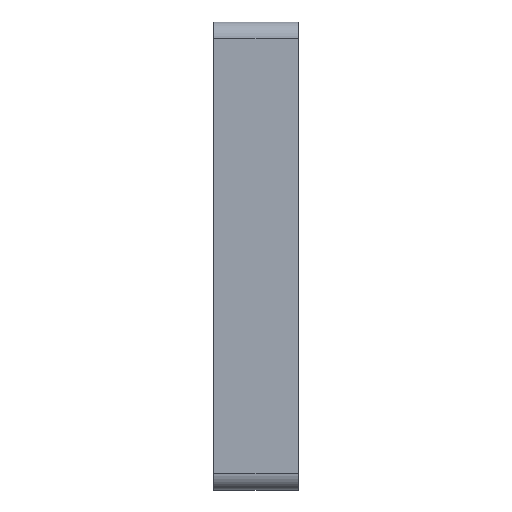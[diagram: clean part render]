
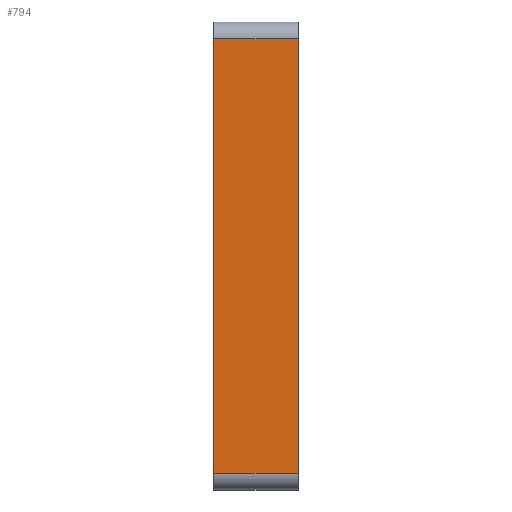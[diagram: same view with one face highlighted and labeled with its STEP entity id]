
A CAD part, left-side view. The second image highlights one B-rep face of the part: STEP entity #794.
In plain terms, the highlighted planar face has unit normal (-1, 0, 0).
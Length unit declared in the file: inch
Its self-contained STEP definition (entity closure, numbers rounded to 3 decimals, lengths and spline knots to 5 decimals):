
#18 = VERTEX_POINT ( 'NONE', #122 ) ;
#24 = DIRECTION ( 'NONE',  ( 0., 1., 0. ) ) ;
#68 = LINE ( 'NONE', #362, #230 ) ;
#106 = ORIENTED_EDGE ( 'NONE', *, *, #709, .T. ) ;
#119 = LINE ( 'NONE', #351, #292 ) ;
#122 = CARTESIAN_POINT ( 'NONE',  ( -0.65535, 0.125, -0.31965 ) ) ;
#163 = ORIENTED_EDGE ( 'NONE', *, *, #553, .T. ) ;
#230 = VECTOR ( 'NONE', #24, 39.37008 ) ;
#243 = CARTESIAN_POINT ( 'NONE',  ( -0.65535, 0., -0.31965 ) ) ;
#266 = VECTOR ( 'NONE', #825, 39.37008 ) ;
#292 = VECTOR ( 'NONE', #785, 39.37008 ) ;
#327 = VECTOR ( 'NONE', #513, 39.37008 ) ;
#351 = CARTESIAN_POINT ( 'NONE',  ( -0.65535, 0.125, -0.31965 ) ) ;
#362 = CARTESIAN_POINT ( 'NONE',  ( -0.65535, 0.125, 0.31965 ) ) ;
#371 = LINE ( 'NONE', #442, #327 ) ;
#388 = CARTESIAN_POINT ( 'NONE',  ( -0.65535, 0.125, 0.31965 ) ) ;
#396 = EDGE_CURVE ( 'NONE', #18, #886, #840, .T. ) ;
#442 = CARTESIAN_POINT ( 'NONE',  ( -0.65535, 0., 0.34465 ) ) ;
#450 = DIRECTION ( 'NONE',  ( 1., 0., 0. ) ) ;
#513 = DIRECTION ( 'NONE',  ( 0., 0., 1. ) ) ;
#553 = EDGE_CURVE ( 'NONE', #18, #773, #119, .T. ) ;
#607 = CARTESIAN_POINT ( 'NONE',  ( -0.65535, 0.125, 0.34465 ) ) ;
#631 = EDGE_CURVE ( 'NONE', #700, #886, #68, .T. ) ;
#657 = CARTESIAN_POINT ( 'NONE',  ( -0.65535, 0., 0.31965 ) ) ;
#660 = AXIS2_PLACEMENT_3D ( 'NONE', #607, #450, #758 ) ;
#677 = PLANE ( 'NONE',  #660 ) ;
#700 = VERTEX_POINT ( 'NONE', #657 ) ;
#709 = EDGE_CURVE ( 'NONE', #773, #700, #371, .T. ) ;
#714 = ORIENTED_EDGE ( 'NONE', *, *, #396, .F. ) ;
#744 = ORIENTED_EDGE ( 'NONE', *, *, #631, .T. ) ;
#758 = DIRECTION ( 'NONE',  ( 0., 0., -1. ) ) ;
#773 = VERTEX_POINT ( 'NONE', #243 ) ;
#785 = DIRECTION ( 'NONE',  ( 0., -1., 0. ) ) ;
#794 = ADVANCED_FACE ( 'NONE', ( #855 ), #677, .F. ) ;
#825 = DIRECTION ( 'NONE',  ( 0., 0., 1. ) ) ;
#835 = CARTESIAN_POINT ( 'NONE',  ( -0.65535, 0.125, 0.34465 ) ) ;
#840 = LINE ( 'NONE', #835, #266 ) ;
#855 = FACE_OUTER_BOUND ( 'NONE', #857, .T. ) ;
#857 = EDGE_LOOP ( 'NONE', ( #714, #163, #106, #744 ) ) ;
#886 = VERTEX_POINT ( 'NONE', #388 ) ;
